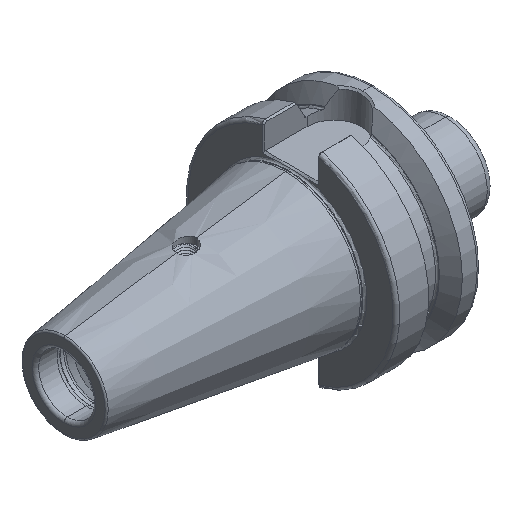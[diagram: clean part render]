
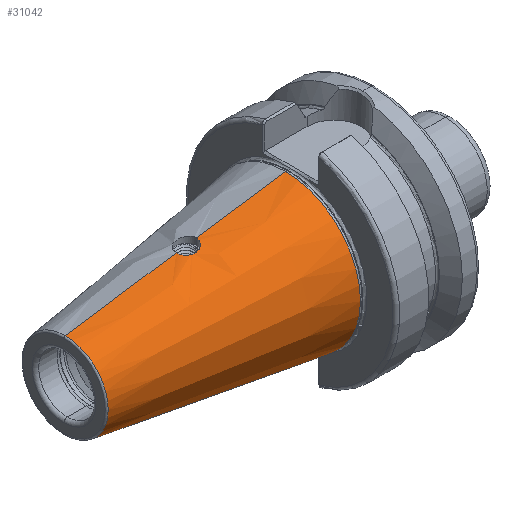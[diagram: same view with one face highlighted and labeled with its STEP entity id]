
A CAD part, isometric view. The second image highlights one B-rep face of the part: STEP entity #31042.
In plain terms, the highlighted conical face has half-angle 8.297 degrees and reference radius 22.298 mm.
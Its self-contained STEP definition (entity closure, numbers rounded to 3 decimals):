
#460 = DIRECTION ( 'NONE',  ( 1., 0., 0. ) ) ;
#482 = CARTESIAN_POINT ( 'NONE',  ( -1.5, 0., 0. ) ) ;
#495 = DIRECTION ( 'NONE',  ( 0., 0., -1. ) ) ;
#513 = CARTESIAN_POINT ( 'NONE',  ( -66.972, 0., 0. ) ) ;
#515 = DIRECTION ( 'NONE',  ( 1., 0., 0. ) ) ;
#539 = DIRECTION ( 'NONE',  ( 0., 0., -1. ) ) ;
#9171 = DIRECTION ( 'NONE',  ( 0., 0., -1. ) ) ;
#9178 = CARTESIAN_POINT ( 'NONE',  ( -1.5, 0., 0. ) ) ;
#9197 = DIRECTION ( 'NONE',  ( 1., 0., 0. ) ) ;
#12654 = LINE ( 'NONE', #15074, #12657 ) ;
#12657 = VECTOR ( 'NONE', #15036, 1000. ) ;
#12659 = LINE ( 'NONE', #13993, #12671 ) ;
#12660 = VECTOR ( 'NONE', #14126, 1000. ) ;
#12671 = VECTOR ( 'NONE', #14004, 1000. ) ;
#12679 = LINE ( 'NONE', #14156, #12660 ) ;
#13228 = B_SPLINE_CURVE_WITH_KNOTS ( 'NONE', 3,
 ( #16264, #16285, #16250, #16288, #16266, #16276, #16253, #16243, #16279, #16268, #16271, #16277, #16270, #16265, #16267, #16272, #16278, #16244, #16269, #16273, #16291, #16246, #16280, #16281, #16282, #16292, #16247, #16287, #16248, #16256, #16257, #16258, #16259, #16260 ),
 .UNSPECIFIED., .F., .F.,
 ( 4, 2, 2, 2, 2, 2, 2, 2, 2, 2, 2, 2, 2, 2, 2, 2, 4 ),
 ( 0.012, 0.012, 0.013, 0.014, 0.014, 0.015, 0.015, 0.016, 0.017, 0.017, 0.018, 0.018, 0.019, 0.019, 0.02, 0.021, 0.021 ),
 .UNSPECIFIED. ) ;
#13993 = CARTESIAN_POINT ( 'NONE',  ( -1.5, 0., 22.298 ) ) ;
#14004 = DIRECTION ( 'NONE',  ( 0.99, 0., 0.144 ) ) ;
#14126 = DIRECTION ( 'NONE',  ( 0.99, 0., 0.144 ) ) ;
#14156 = CARTESIAN_POINT ( 'NONE',  ( -1.5, 0., 22.298 ) ) ;
#15036 = DIRECTION ( 'NONE',  ( 0.99, 0., -0.144 ) ) ;
#15074 = CARTESIAN_POINT ( 'NONE',  ( -1.5, 0., -22.298 ) ) ;
#15911 = ORIENTED_EDGE ( 'NONE', *, *, #31245, .F. ) ;
#15929 = ORIENTED_EDGE ( 'NONE', *, *, #31386, .T. ) ;
#15930 = ORIENTED_EDGE ( 'NONE', *, *, #27954, .F. ) ;
#15945 = ORIENTED_EDGE ( 'NONE', *, *, #27955, .T. ) ;
#15947 = ORIENTED_EDGE ( 'NONE', *, *, #31222, .F. ) ;
#15992 = ORIENTED_EDGE ( 'NONE', *, *, #31211, .T. ) ;
#16243 = CARTESIAN_POINT ( 'NONE',  ( -28.617, -1.832, 18.252 ) ) ;
#16244 = CARTESIAN_POINT ( 'NONE',  ( -31.17, -3.001, 17.719 ) ) ;
#16246 = CARTESIAN_POINT ( 'NONE',  ( -32.306, -2.708, 17.598 ) ) ;
#16247 = CARTESIAN_POINT ( 'NONE',  ( -33.377, -1.84, 17.554 ) ) ;
#16248 = CARTESIAN_POINT ( 'NONE',  ( -33.693, -1.338, 17.553 ) ) ;
#16250 = CARTESIAN_POINT ( 'NONE',  ( -28.02, -0.397, 18.427 ) ) ;
#16253 = CARTESIAN_POINT ( 'NONE',  ( -28.4, -1.509, 18.314 ) ) ;
#16256 = CARTESIAN_POINT ( 'NONE',  ( -33.845, -0.972, 17.555 ) ) ;
#16257 = CARTESIAN_POINT ( 'NONE',  ( -33.902, -0.784, 17.556 ) ) ;
#16258 = CARTESIAN_POINT ( 'NONE',  ( -33.98, -0.397, 17.558 ) ) ;
#16259 = CARTESIAN_POINT ( 'NONE',  ( -34., -0.197, 17.558 ) ) ;
#16260 = CARTESIAN_POINT ( 'NONE',  ( -34., 0., 17.558 ) ) ;
#16264 = CARTESIAN_POINT ( 'NONE',  ( -28., 0., 18.433 ) ) ;
#16265 = CARTESIAN_POINT ( 'NONE',  ( -30.018, -2.842, 17.915 ) ) ;
#16266 = CARTESIAN_POINT ( 'NONE',  ( -28.155, -0.971, 18.386 ) ) ;
#16267 = CARTESIAN_POINT ( 'NONE',  ( -30.203, -2.899, 17.879 ) ) ;
#16268 = CARTESIAN_POINT ( 'NONE',  ( -29.017, -2.26, 18.145 ) ) ;
#16269 = CARTESIAN_POINT ( 'NONE',  ( -31.365, -2.984, 17.693 ) ) ;
#16270 = CARTESIAN_POINT ( 'NONE',  ( -29.661, -2.692, 17.991 ) ) ;
#16271 = CARTESIAN_POINT ( 'NONE',  ( -29.167, -2.383, 18.107 ) ) ;
#16272 = CARTESIAN_POINT ( 'NONE',  ( -30.584, -2.977, 17.809 ) ) ;
#16273 = CARTESIAN_POINT ( 'NONE',  ( -31.753, -2.911, 17.648 ) ) ;
#16276 = CARTESIAN_POINT ( 'NONE',  ( -28.306, -1.335, 18.341 ) ) ;
#16277 = CARTESIAN_POINT ( 'NONE',  ( -29.488, -2.598, 18.031 ) ) ;
#16278 = CARTESIAN_POINT ( 'NONE',  ( -30.781, -2.998, 17.777 ) ) ;
#16279 = CARTESIAN_POINT ( 'NONE',  ( -28.741, -1.984, 18.218 ) ) ;
#16280 = CARTESIAN_POINT ( 'NONE',  ( -32.482, -2.616, 17.587 ) ) ;
#16281 = CARTESIAN_POINT ( 'NONE',  ( -32.814, -2.398, 17.569 ) ) ;
#16282 = CARTESIAN_POINT ( 'NONE',  ( -32.968, -2.273, 17.563 ) ) ;
#16285 = CARTESIAN_POINT ( 'NONE',  ( -28., -0.197, 18.433 ) ) ;
#16287 = CARTESIAN_POINT ( 'NONE',  ( -33.597, -1.514, 17.553 ) ) ;
#16288 = CARTESIAN_POINT ( 'NONE',  ( -28.097, -0.784, 18.403 ) ) ;
#16291 = CARTESIAN_POINT ( 'NONE',  ( -31.943, -2.855, 17.629 ) ) ;
#16292 = CARTESIAN_POINT ( 'NONE',  ( -33.252, -1.992, 17.555 ) ) ;
#18634 = CARTESIAN_POINT ( 'NONE',  ( -34., 0., 17.558 ) ) ;
#18653 = CARTESIAN_POINT ( 'NONE',  ( -28., 0., 18.433 ) ) ;
#20313 = CARTESIAN_POINT ( 'NONE',  ( -1.5, 0., 22.298 ) ) ;
#20337 = CARTESIAN_POINT ( 'NONE',  ( -66.972, 0., 12.75 ) ) ;
#20383 = CARTESIAN_POINT ( 'NONE',  ( -66.972, 0., -12.75 ) ) ;
#20390 = CARTESIAN_POINT ( 'NONE',  ( -1.5, 0., -22.298 ) ) ;
#23159 = AXIS2_PLACEMENT_3D ( 'NONE', #513, #515, #495 ) ;
#23239 = AXIS2_PLACEMENT_3D ( 'NONE', #482, #460, #539 ) ;
#23543 = AXIS2_PLACEMENT_3D ( 'NONE', #9178, #9197, #9171 ) ;
#27954 = EDGE_CURVE ( 'NONE', #32644, #32686, #30534, .T. ) ;
#27955 = EDGE_CURVE ( 'NONE', #32642, #32687, #30567, .T. ) ;
#30534 = CIRCLE ( 'NONE', #23239, 22.298 ) ;
#30567 = CIRCLE ( 'NONE', #23159, 12.75 ) ;
#30760 = FACE_OUTER_BOUND ( 'NONE', #32179, .T. ) ;
#30772 = CONICAL_SURFACE ( 'NONE', #23543, 22.298, 0.145 ) ;
#31042 = ADVANCED_FACE ( 'NONE', ( #30760 ), #30772, .T. ) ;
#31211 = EDGE_CURVE ( 'NONE', #32687, #32686, #12654, .T. ) ;
#31222 = EDGE_CURVE ( 'NONE', #32531, #32644, #12659, .T. ) ;
#31245 = EDGE_CURVE ( 'NONE', #32642, #32538, #12679, .T. ) ;
#31386 = EDGE_CURVE ( 'NONE', #32531, #32538, #13228, .T. ) ;
#32179 = EDGE_LOOP ( 'NONE', ( #15911, #15945, #15992, #15930, #15947, #15929 ) ) ;
#32531 = VERTEX_POINT ( 'NONE', #18653 ) ;
#32538 = VERTEX_POINT ( 'NONE', #18634 ) ;
#32642 = VERTEX_POINT ( 'NONE', #20337 ) ;
#32644 = VERTEX_POINT ( 'NONE', #20313 ) ;
#32686 = VERTEX_POINT ( 'NONE', #20390 ) ;
#32687 = VERTEX_POINT ( 'NONE', #20383 ) ;
